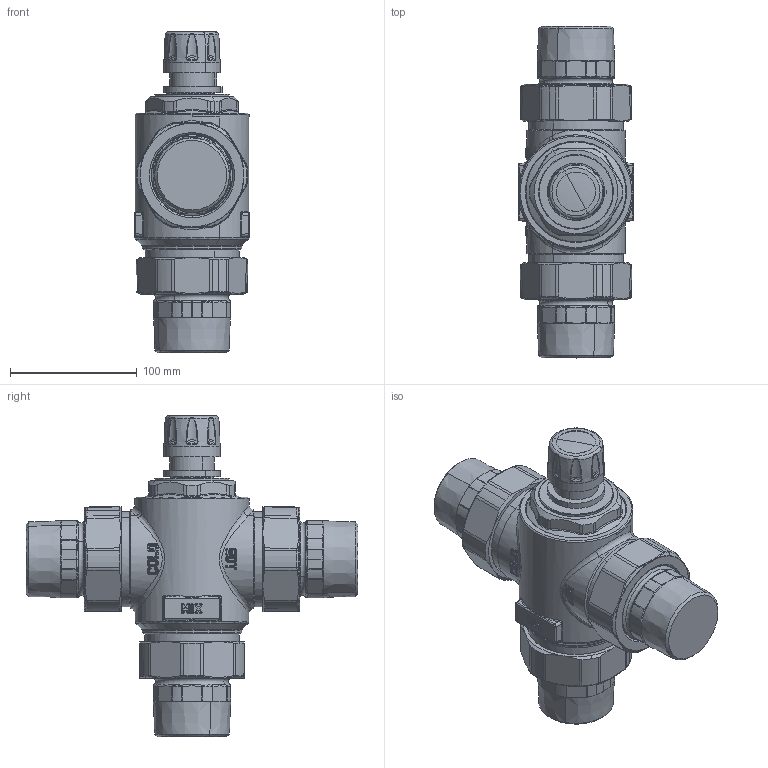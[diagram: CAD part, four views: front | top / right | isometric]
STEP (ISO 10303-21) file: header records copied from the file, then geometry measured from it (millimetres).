
FILE_DESCRIPTION(('CATIA V5 STEP Exchange','CAx-IF Rec.Pracs.--- Model Styling and Organization---1.5--- 2016-08-15','CAx-IF Rec.Pracs.---Supplemental Geometry---1.0---2011-11-01','CAx-IF Rec.Pracs.--- Composite Materials ---3.4---2017-06-13','CAx-IF Rec.Pracs.---Tessellated 3D Geometry---1.0---2015-12-17'),'2;1');
FILE_NAME('STEP_252390_-_TST.stp','2025-07-01T08:59:36+00:00',('none'),('none'),'CATIA Version 5-6 Release 2020 SP5','CATIA V5 STEP AP242 v2','none');
FILE_SCHEMA(('AP242_MANAGED_MODEL_BASED_3D_ENGINEERING_MIM_LF {1 0 10303 442 1 1 4}'));
Products named in the file (1): 252390 - TST
Bounding box: 91.5 x 262 x 253.5 mm (x, y, z)
Volume: 1841611.2 mm3; surface area: 163514.4 mm2
Topology: 1 solids, 7 shells, 1618 faces, 3901 edges, 2174 vertices
Faces by surface type: cylinder 474, bspline 461, torus 277, cone 158, plane 129, sphere 115, revolution 4
Entity records: 71363 total; most frequent: CARTESIAN_POINT 39725, ORIENTED_EDGE 7476, DIRECTION 4108, EDGE_CURVE 3738, AXIS2_PLACEMENT_3D 2415, VERTEX_POINT 2174, EDGE_LOOP 1662, ADVANCED_FACE 1618
